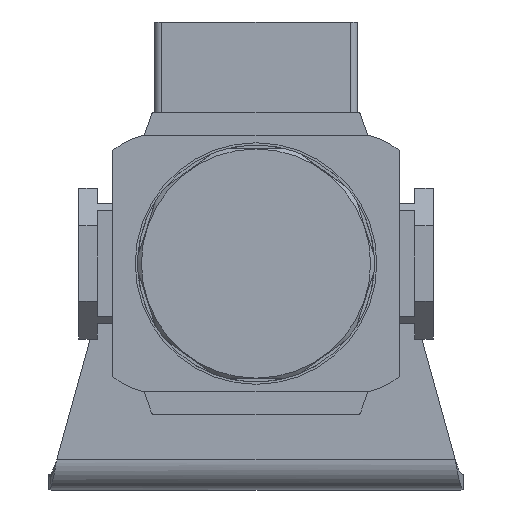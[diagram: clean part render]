
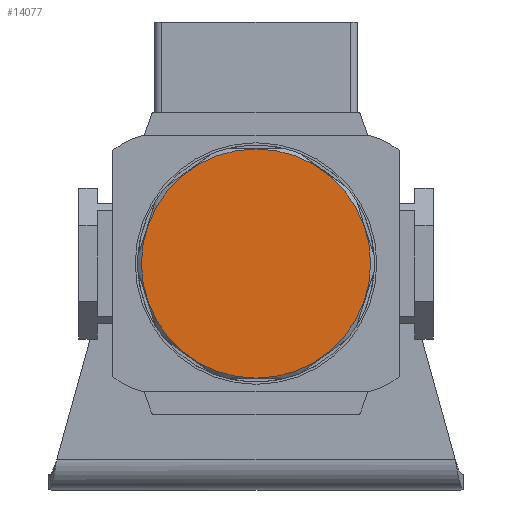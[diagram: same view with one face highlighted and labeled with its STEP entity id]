
A CAD part, front view. The second image highlights one B-rep face of the part: STEP entity #14077.
In plain terms, the highlighted planar face has unit normal (0, -1, 0).
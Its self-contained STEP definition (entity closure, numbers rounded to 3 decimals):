
#1327 = DIRECTION ( 'NONE',  ( 1., 0., 0. ) ) ;
#2448 = PLANE ( 'NONE',  #8687 ) ;
#3000 = CARTESIAN_POINT ( 'NONE',  ( 0., -25.5, 0. ) ) ;
#4114 = DIRECTION ( 'NONE',  ( 0., 0., 1. ) ) ;
#4121 = CIRCLE ( 'NONE', #13330, 15.18 ) ;
#6393 = DIRECTION ( 'NONE',  ( 0., 1., 0. ) ) ;
#6939 = CARTESIAN_POINT ( 'NONE',  ( 0., -25.5, 0. ) ) ;
#8113 = DIRECTION ( 'NONE',  ( 0., -1., 0. ) ) ;
#8403 = VERTEX_POINT ( 'NONE', #14284 ) ;
#8405 = EDGE_CURVE ( 'NONE', #8403, #9039, #13905, .T. ) ;
#8687 = AXIS2_PLACEMENT_3D ( 'NONE', #6939, #8113, #1327 ) ;
#9039 = VERTEX_POINT ( 'NONE', #9783 ) ;
#9783 = CARTESIAN_POINT ( 'NONE',  ( 0., -25.5, 15.18 ) ) ;
#10919 = DIRECTION ( 'NONE',  ( 0., 1., 0. ) ) ;
#11758 = AXIS2_PLACEMENT_3D ( 'NONE', #3000, #10919, #4114 ) ;
#12541 = EDGE_CURVE ( 'NONE', #9039, #8403, #4121, .T. ) ;
#13206 = CARTESIAN_POINT ( 'NONE',  ( 0., -25.5, 0. ) ) ;
#13330 = AXIS2_PLACEMENT_3D ( 'NONE', #13206, #6393, #14346 ) ;
#13587 = EDGE_LOOP ( 'NONE', ( #13980, #14650 ) ) ;
#13905 = CIRCLE ( 'NONE', #11758, 15.18 ) ;
#13980 = ORIENTED_EDGE ( 'NONE', *, *, #12541, .F. ) ;
#14023 = FACE_OUTER_BOUND ( 'NONE', #13587, .T. ) ;
#14077 = ADVANCED_FACE ( 'NONE', ( #14023 ), #2448, .T. ) ;
#14284 = CARTESIAN_POINT ( 'NONE',  ( 0., -25.5, -15.18 ) ) ;
#14346 = DIRECTION ( 'NONE',  ( 0., 0., 1. ) ) ;
#14650 = ORIENTED_EDGE ( 'NONE', *, *, #8405, .F. ) ;
